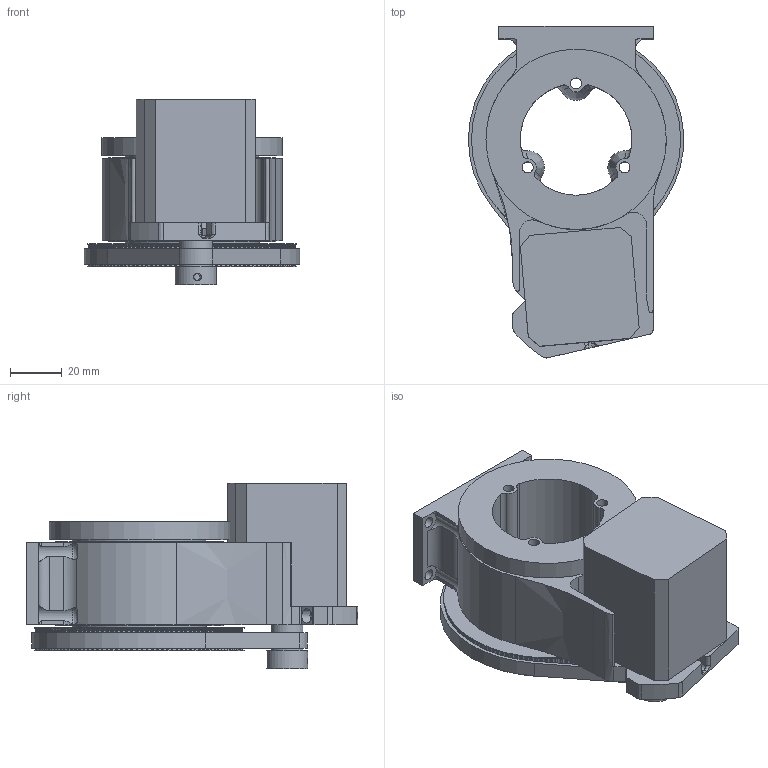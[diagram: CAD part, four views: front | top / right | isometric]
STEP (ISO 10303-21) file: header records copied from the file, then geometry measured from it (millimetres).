
FILE_DESCRIPTION(/* description */ (''),/* implementation_level */ '2;1');
FILE_NAME(/* name */ 'Rotary EE Drive v14.step',/* time_stamp */ '2022-06-24T18:10:11-04:00',/* author */ (''),/* organization */ (''),/* preprocessor_version */ 'ST-DEVELOPER v19',/* originating_system */ 'Autodesk Translation Framework v11.7.0.108',/* authorisation */ '');
FILE_SCHEMA (('AUTOMOTIVE_DESIGN { 1 0 10303 214 3 1 1 }'));
Products named in the file (4): Rotary EE Drive; 6808; N17 48mm; GT2 20T Pulley
Assembly tree (4 placements, depth 2):
  Rotary EE Drive
    6808  x2
    N17 48mm
    GT2 20T Pulley
Bounding box: 83.55 x 128.83 x 72 mm (x, y, z)
Volume: 243015.3 mm3; surface area: 88522 mm2
Topology: 8 solids, 8 shells, 1068 faces, 3046 edges, 2015 vertices
Faces by surface type: cylinder 866, plane 133, bspline 45, cone 24
Full cylindrical faces by diameter (mm): 3 x5, 3.25 x2, 4.25 x10, 5 x2, 5.5 x1, 12.732 x1, 16 x2, 22 x1, 50 x2, 50.05 x2, 52.05 x2, 54 x4, 60.95 x1, 61 x4, 64.95 x2, 65 x2, 70.03 x1, 81.251 x2
Entity records: 43778 total; most frequent: CARTESIAN_POINT 18503, ORIENTED_EDGE 6056, DIRECTION 4109, EDGE_CURVE 3028, VERTEX_POINT 2003, AXIS2_PLACEMENT_3D 1506, B_SPLINE_CURVE_WITH_KNOTS 1426, EDGE_LOOP 1119
